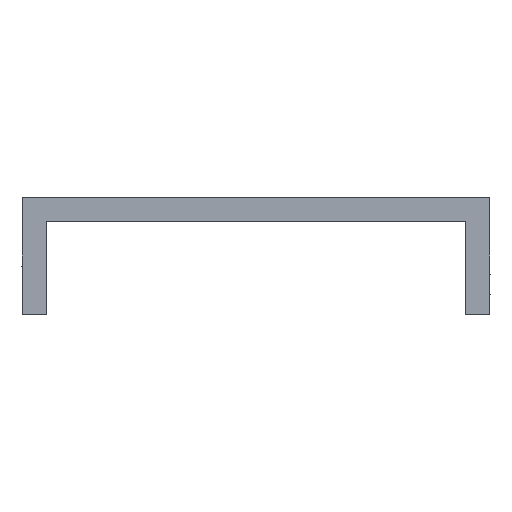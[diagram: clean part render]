
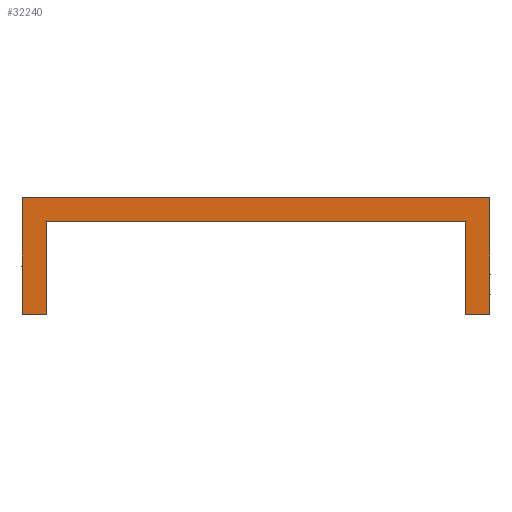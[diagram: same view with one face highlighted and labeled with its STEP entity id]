
A CAD part, left-side view. The second image highlights one B-rep face of the part: STEP entity #32240.
In plain terms, the highlighted free-form (B-spline) face has degree [1, 1] with [2, 2] control points.
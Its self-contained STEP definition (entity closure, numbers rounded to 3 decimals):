
#72 = CARTESIAN_POINT ('', (-570.162, 769.478, 0.675));
#73 = VERTEX_POINT ('', #72);
#79 = CARTESIAN_POINT ('', (-570.162, 812.478, 0.675));
#80 = VERTEX_POINT ('', #79);
#81 = CARTESIAN_POINT ('', (-570.162, 812.478, 0.675));
#82 = CARTESIAN_POINT ('', (-570.162, 769.478, 0.675));
#83 = B_SPLINE_CURVE_WITH_KNOTS ('', 1, (#81, #82), .UNSPECIFIED., .F., .U., (2, 2), (0., 1.), .UNSPECIFIED.);
#84 = EDGE_CURVE ('', #80, #73, #83, .T.);
#8069 = CARTESIAN_POINT ('', (-570.162, 814.978, 3.175));
#8070 = VERTEX_POINT ('', #8069);
#8076 = CARTESIAN_POINT ('', (-570.162, 766.978, 3.175));
#8077 = VERTEX_POINT ('', #8076);
#8078 = CARTESIAN_POINT ('', (-570.162, 766.978, 3.175));
#8079 = CARTESIAN_POINT ('', (-570.162, 814.978, 3.175));
#8080 = B_SPLINE_CURVE_WITH_KNOTS ('', 1, (#8078, #8079), .UNSPECIFIED., .F., .U., (2, 2), (0., 1.), .UNSPECIFIED.);
#8081 = EDGE_CURVE ('', #8077, #8070, #8080, .T.);
#27632 = CARTESIAN_POINT ('', (-570.162, 814.978, -8.825));
#27633 = VERTEX_POINT ('', #27632);
#27639 = CARTESIAN_POINT ('', (-570.162, 814.978, 3.175));
#27640 = CARTESIAN_POINT ('', (-570.162, 814.978, -8.825));
#27641 = B_SPLINE_CURVE_WITH_KNOTS ('', 1, (#27639, #27640), .UNSPECIFIED., .F., .U., (2, 2), (0., 1.), .UNSPECIFIED.);
#27642 = EDGE_CURVE ('', #8070, #27633, #27641, .T.);
#29190 = CARTESIAN_POINT ('', (-570.162, 812.478, -8.825));
#29191 = VERTEX_POINT ('', #29190);
#29192 = CARTESIAN_POINT ('', (-570.162, 812.478, 0.675));
#29193 = CARTESIAN_POINT ('', (-570.162, 812.478, -8.825));
#29194 = B_SPLINE_CURVE_WITH_KNOTS ('', 1, (#29192, #29193), .UNSPECIFIED., .F., .U., (2, 2), (0., 1.), .UNSPECIFIED.);
#29195 = EDGE_CURVE ('', #80, #29191, #29194, .T.);
#32205 = CARTESIAN_POINT ('', (-570.162, 769.478, -8.825));
#32206 = VERTEX_POINT ('', #32205);
#32207 = CARTESIAN_POINT ('', (-570.162, 766.978, -8.825));
#32208 = VERTEX_POINT ('', #32207);
#32209 = CARTESIAN_POINT ('', (-570.162, 769.478, -8.825));
#32210 = CARTESIAN_POINT ('', (-570.162, 766.978, -8.825));
#32211 = B_SPLINE_CURVE_WITH_KNOTS ('', 1, (#32209, #32210), .UNSPECIFIED., .F., .U., (2, 2), (0., 1.), .UNSPECIFIED.);
#32212 = EDGE_CURVE ('', #32206, #32208, #32211, .T.);
#32213 = ORIENTED_EDGE ('', *, *, #32212, .T.);
#32214 = CARTESIAN_POINT ('', (-570.162, 766.978, 3.175));
#32215 = CARTESIAN_POINT ('', (-570.162, 766.978, -8.825));
#32216 = B_SPLINE_CURVE_WITH_KNOTS ('', 1, (#32214, #32215), .UNSPECIFIED., .F., .U., (2, 2), (0., 1.), .UNSPECIFIED.);
#32217 = EDGE_CURVE ('', #8077, #32208, #32216, .T.);
#32218 = ORIENTED_EDGE ('', *, *, #32217, .F.);
#32219 = ORIENTED_EDGE ('', *, *, #8081, .T.);
#32220 = ORIENTED_EDGE ('', *, *, #27642, .T.);
#32221 = CARTESIAN_POINT ('', (-570.162, 814.978, -8.825));
#32222 = CARTESIAN_POINT ('', (-570.162, 812.478, -8.825));
#32223 = B_SPLINE_CURVE_WITH_KNOTS ('', 1, (#32221, #32222), .UNSPECIFIED., .F., .U., (2, 2), (0., 1.), .UNSPECIFIED.);
#32224 = EDGE_CURVE ('', #27633, #29191, #32223, .T.);
#32225 = ORIENTED_EDGE ('', *, *, #32224, .T.);
#32226 = ORIENTED_EDGE ('', *, *, #29195, .F.);
#32227 = ORIENTED_EDGE ('', *, *, #84, .T.);
#32228 = CARTESIAN_POINT ('', (-570.162, 769.478, -8.825));
#32229 = CARTESIAN_POINT ('', (-570.162, 769.478, 0.675));
#32230 = B_SPLINE_CURVE_WITH_KNOTS ('', 1, (#32228, #32229), .UNSPECIFIED., .F., .U., (2, 2), (0., 1.), .UNSPECIFIED.);
#32231 = EDGE_CURVE ('', #32206, #73, #32230, .T.);
#32232 = ORIENTED_EDGE ('', *, *, #32231, .F.);
#32233 = EDGE_LOOP ('', (#32213, #32218, #32219, #32220, #32225, #32226, #32227, #32232));
#32234 = FACE_OUTER_BOUND ('', #32233, .T.);
#32235 = CARTESIAN_POINT ('', (-570.162, 814.978, -8.825));
#32236 = CARTESIAN_POINT ('', (-570.162, 814.978, 3.175));
#32237 = CARTESIAN_POINT ('', (-570.162, 766.978, -8.825));
#32238 = CARTESIAN_POINT ('', (-570.162, 766.978, 3.175));
#32239 = B_SPLINE_SURFACE_WITH_KNOTS ('', 1, 1, ((#32235, #32236), (#32237, #32238)), .UNSPECIFIED., .F., .F., .U., (2, 2), (2, 2), (0., 1.), (0., 1.), .UNSPECIFIED.);
#32240 = ADVANCED_FACE ('', (#32234), #32239, .T.);
